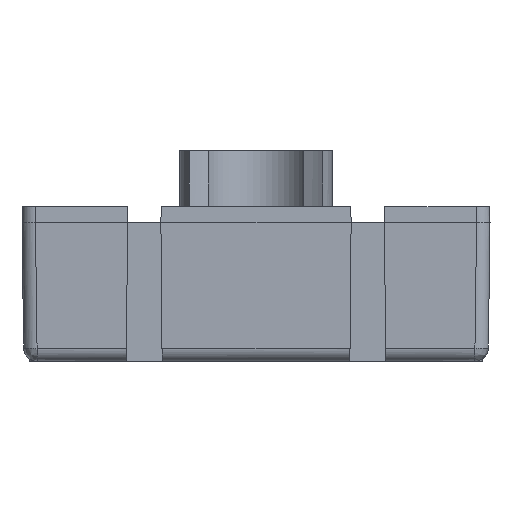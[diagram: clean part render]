
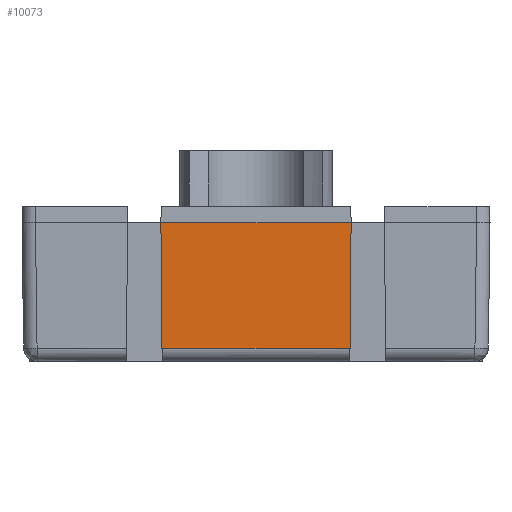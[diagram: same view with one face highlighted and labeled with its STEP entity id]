
A CAD part, front view. The second image highlights one B-rep face of the part: STEP entity #10073.
In plain terms, the highlighted planar face has unit normal (0, -1, -0.013).
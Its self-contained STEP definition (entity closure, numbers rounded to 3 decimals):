
#176 = CARTESIAN_POINT ( 'NONE',  ( 5.256, -26.742, -26.01 ) ) ;
#409 = EDGE_CURVE ( 'NONE', #6651, #2614, #8672, .T. ) ;
#412 = CARTESIAN_POINT ( 'NONE',  ( 5.318, -26.834, -19. ) ) ;
#750 = VECTOR ( 'NONE', #10586, 1000. ) ;
#1353 = LINE ( 'NONE', #5440, #750 ) ;
#1506 = CARTESIAN_POINT ( 'NONE',  ( 5.318, -26.834, -19. ) ) ;
#1660 = EDGE_CURVE ( 'NONE', #14033, #2614, #6646, .T. ) ;
#1790 = CARTESIAN_POINT ( 'NONE',  ( -5.256, -26.742, -26.01 ) ) ;
#2614 = VERTEX_POINT ( 'NONE', #412 ) ;
#2861 = CARTESIAN_POINT ( 'NONE',  ( 0., -26.834, -19. ) ) ;
#2951 = CARTESIAN_POINT ( 'NONE',  ( -5.381, -26.834, -19. ) ) ;
#3220 = CARTESIAN_POINT ( 'NONE',  ( -5.297, -26.804, -21.337 ) ) ;
#3273 = ORIENTED_EDGE ( 'NONE', *, *, #11874, .T. ) ;
#3828 = CARTESIAN_POINT ( 'NONE',  ( 5.256, -26.742, -26.01 ) ) ;
#3885 = FACE_OUTER_BOUND ( 'NONE', #12104, .T. ) ;
#4899 = ORIENTED_EDGE ( 'NONE', *, *, #409, .F. ) ;
#5124 = ORIENTED_EDGE ( 'NONE', *, *, #7013, .T. ) ;
#5440 = CARTESIAN_POINT ( 'NONE',  ( 0., -26.742, -26.01 ) ) ;
#5575 = CARTESIAN_POINT ( 'NONE',  ( -5.318, -26.834, -19. ) ) ;
#6646 = B_SPLINE_CURVE_WITH_KNOTS ( 'NONE', 3,
 ( #176, #14167, #15344, #1506 ),
 .UNSPECIFIED., .F., .F.,
 ( 4, 4 ),
 ( 0., 1. ),
 .UNSPECIFIED. ) ;
#6651 = VERTEX_POINT ( 'NONE', #5575 ) ;
#6772 = PLANE ( 'NONE',  #8214 ) ;
#6849 = DIRECTION ( 'NONE',  ( 1., 0., 0. ) ) ;
#7013 = EDGE_CURVE ( 'NONE', #8643, #14033, #1353, .T. ) ;
#8214 = AXIS2_PLACEMENT_3D ( 'NONE', #2951, #9522, #13261 ) ;
#8643 = VERTEX_POINT ( 'NONE', #13280 ) ;
#8672 = LINE ( 'NONE', #2861, #16190 ) ;
#8978 = ORIENTED_EDGE ( 'NONE', *, *, #1660, .T. ) ;
#9432 = CARTESIAN_POINT ( 'NONE',  ( -5.318, -26.834, -19. ) ) ;
#9522 = DIRECTION ( 'NONE',  ( 0., -1., -0.013 ) ) ;
#10073 = ADVANCED_FACE ( 'NONE', ( #3885 ), #6772, .T. ) ;
#10586 = DIRECTION ( 'NONE',  ( 1., 0., 0. ) ) ;
#11874 = EDGE_CURVE ( 'NONE', #6651, #8643, #12860, .T. ) ;
#12104 = EDGE_LOOP ( 'NONE', ( #4899, #3273, #5124, #8978 ) ) ;
#12860 = B_SPLINE_CURVE_WITH_KNOTS ( 'NONE', 3,
 ( #9432, #3220, #14409, #1790 ),
 .UNSPECIFIED., .F., .F.,
 ( 4, 4 ),
 ( 0., 1. ),
 .UNSPECIFIED. ) ;
#13261 = DIRECTION ( 'NONE',  ( 0., 0.013, -1. ) ) ;
#13280 = CARTESIAN_POINT ( 'NONE',  ( -5.256, -26.742, -26.01 ) ) ;
#14033 = VERTEX_POINT ( 'NONE', #3828 ) ;
#14167 = CARTESIAN_POINT ( 'NONE',  ( 5.277, -26.773, -23.673 ) ) ;
#14409 = CARTESIAN_POINT ( 'NONE',  ( -5.277, -26.773, -23.673 ) ) ;
#15344 = CARTESIAN_POINT ( 'NONE',  ( 5.297, -26.804, -21.337 ) ) ;
#16190 = VECTOR ( 'NONE', #6849, 1000. ) ;
